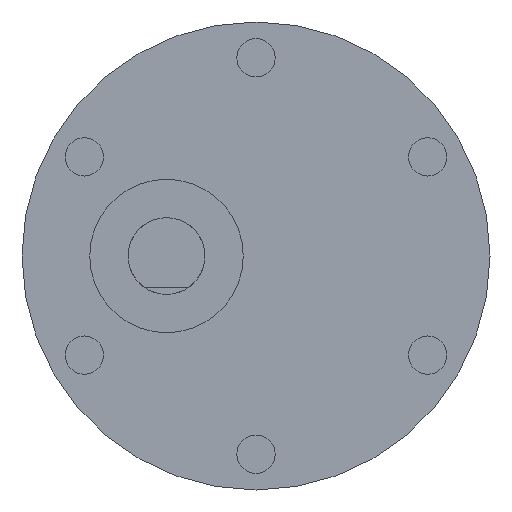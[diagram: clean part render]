
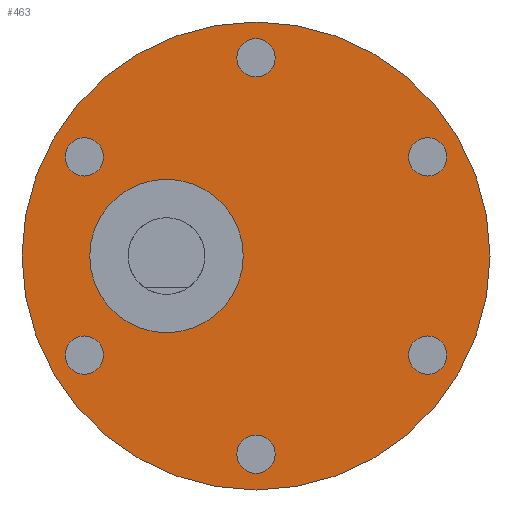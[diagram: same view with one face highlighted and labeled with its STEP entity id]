
A CAD part, front view. The second image highlights one B-rep face of the part: STEP entity #463.
In plain terms, the highlighted planar face has unit normal (0, -1, 0).
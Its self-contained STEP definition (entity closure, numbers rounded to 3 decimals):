
#5=CARTESIAN_POINT('',(0.,0.,0.));
#6=DIRECTION('',(0.,1.,0.));
#7=DIRECTION('',(1.,0.,0.));
#8=AXIS2_PLACEMENT_3D('',#5,#6,#7);
#10=CARTESIAN_POINT('',(0.,0.,0.));
#11=DIRECTION('',(0.,1.,0.));
#12=DIRECTION('',(-1.,0.,0.));
#13=AXIS2_PLACEMENT_3D('',#10,#11,#12);
#15=CARTESIAN_POINT('',(-7.,0.,0.));
#16=DIRECTION('',(0.,-1.,0.));
#17=DIRECTION('',(0.,0.,1.));
#18=AXIS2_PLACEMENT_3D('',#15,#16,#17);
#20=CARTESIAN_POINT('',(-7.,0.,0.));
#21=DIRECTION('',(0.,-1.,0.));
#22=DIRECTION('',(0.,0.,-1.));
#23=AXIS2_PLACEMENT_3D('',#20,#21,#22);
#25=CARTESIAN_POINT('',(-13.423,0.,-7.75));
#26=DIRECTION('',(0.,-1.,0.));
#27=DIRECTION('',(0.,0.,1.));
#28=AXIS2_PLACEMENT_3D('',#25,#26,#27);
#30=CARTESIAN_POINT('',(-13.423,0.,-7.75));
#31=DIRECTION('',(0.,-1.,0.));
#32=DIRECTION('',(0.,0.,-1.));
#33=AXIS2_PLACEMENT_3D('',#30,#31,#32);
#35=CARTESIAN_POINT('',(-13.423,0.,7.75));
#36=DIRECTION('',(0.,-1.,0.));
#37=DIRECTION('',(0.,0.,1.));
#38=AXIS2_PLACEMENT_3D('',#35,#36,#37);
#40=CARTESIAN_POINT('',(-13.423,0.,7.75));
#41=DIRECTION('',(0.,-1.,0.));
#42=DIRECTION('',(0.,0.,-1.));
#43=AXIS2_PLACEMENT_3D('',#40,#41,#42);
#45=CARTESIAN_POINT('',(0.,0.,15.5));
#46=DIRECTION('',(0.,-1.,0.));
#47=DIRECTION('',(0.,0.,1.));
#48=AXIS2_PLACEMENT_3D('',#45,#46,#47);
#50=CARTESIAN_POINT('',(0.,0.,15.5));
#51=DIRECTION('',(0.,-1.,0.));
#52=DIRECTION('',(0.,0.,-1.));
#53=AXIS2_PLACEMENT_3D('',#50,#51,#52);
#55=CARTESIAN_POINT('',(13.423,0.,7.75));
#56=DIRECTION('',(0.,-1.,0.));
#57=DIRECTION('',(0.,0.,1.));
#58=AXIS2_PLACEMENT_3D('',#55,#56,#57);
#60=CARTESIAN_POINT('',(13.423,0.,7.75));
#61=DIRECTION('',(0.,-1.,0.));
#62=DIRECTION('',(0.,0.,-1.));
#63=AXIS2_PLACEMENT_3D('',#60,#61,#62);
#65=CARTESIAN_POINT('',(13.423,0.,-7.75));
#66=DIRECTION('',(0.,-1.,0.));
#67=DIRECTION('',(0.,0.,1.));
#68=AXIS2_PLACEMENT_3D('',#65,#66,#67);
#70=CARTESIAN_POINT('',(13.423,0.,-7.75));
#71=DIRECTION('',(0.,-1.,0.));
#72=DIRECTION('',(0.,0.,-1.));
#73=AXIS2_PLACEMENT_3D('',#70,#71,#72);
#75=CARTESIAN_POINT('',(0.,0.,-15.5));
#76=DIRECTION('',(0.,-1.,0.));
#77=DIRECTION('',(0.,0.,1.));
#78=AXIS2_PLACEMENT_3D('',#75,#76,#77);
#80=CARTESIAN_POINT('',(0.,0.,-15.5));
#81=DIRECTION('',(0.,-1.,0.));
#82=DIRECTION('',(0.,0.,-1.));
#83=AXIS2_PLACEMENT_3D('',#80,#81,#82);
#307=CARTESIAN_POINT('',(18.3,0.,0.));
#308=CARTESIAN_POINT('',(-18.3,0.,0.));
#309=VERTEX_POINT('',#307);
#310=VERTEX_POINT('',#308);
#327=CARTESIAN_POINT('',(-7.,0.,6.));
#328=CARTESIAN_POINT('',(-7.,0.,-6.));
#329=VERTEX_POINT('',#327);
#330=VERTEX_POINT('',#328);
#361=CARTESIAN_POINT('',(-13.423,0.,-6.25));
#362=CARTESIAN_POINT('',(-13.423,0.,-9.25));
#363=VERTEX_POINT('',#361);
#364=VERTEX_POINT('',#362);
#365=CARTESIAN_POINT('',(-13.423,0.,9.25));
#366=CARTESIAN_POINT('',(-13.423,0.,6.25));
#367=VERTEX_POINT('',#365);
#368=VERTEX_POINT('',#366);
#369=CARTESIAN_POINT('',(0.,0.,17.));
#370=CARTESIAN_POINT('',(0.,0.,14.));
#371=VERTEX_POINT('',#369);
#372=VERTEX_POINT('',#370);
#373=CARTESIAN_POINT('',(13.423,0.,9.25));
#374=CARTESIAN_POINT('',(13.423,0.,6.25));
#375=VERTEX_POINT('',#373);
#376=VERTEX_POINT('',#374);
#377=CARTESIAN_POINT('',(13.423,0.,-6.25));
#378=CARTESIAN_POINT('',(13.423,0.,-9.25));
#379=VERTEX_POINT('',#377);
#380=VERTEX_POINT('',#378);
#381=CARTESIAN_POINT('',(0.,0.,-14.));
#382=CARTESIAN_POINT('',(0.,0.,-17.));
#383=VERTEX_POINT('',#381);
#384=VERTEX_POINT('',#382);
#411=CARTESIAN_POINT('',(0.,0.,0.));
#412=DIRECTION('',(0.,1.,0.));
#413=DIRECTION('',(1.,0.,0.));
#414=AXIS2_PLACEMENT_3D('',#411,#412,#413);
#415=PLANE('',#414);
#417=ORIENTED_EDGE('',*,*,#416,.T.);
#419=ORIENTED_EDGE('',*,*,#418,.T.);
#420=EDGE_LOOP('',(#417,#419));
#421=FACE_OUTER_BOUND('',#420,.F.);
#423=ORIENTED_EDGE('',*,*,#422,.T.);
#425=ORIENTED_EDGE('',*,*,#424,.T.);
#426=EDGE_LOOP('',(#423,#425));
#427=FACE_BOUND('',#426,.F.);
#428=ORIENTED_EDGE('',*,*,#400,.T.);
#430=ORIENTED_EDGE('',*,*,#429,.T.);
#431=EDGE_LOOP('',(#428,#430));
#432=FACE_BOUND('',#431,.F.);
#434=ORIENTED_EDGE('',*,*,#433,.T.);
#436=ORIENTED_EDGE('',*,*,#435,.T.);
#437=EDGE_LOOP('',(#434,#436));
#438=FACE_BOUND('',#437,.F.);
#440=ORIENTED_EDGE('',*,*,#439,.T.);
#442=ORIENTED_EDGE('',*,*,#441,.T.);
#443=EDGE_LOOP('',(#440,#442));
#444=FACE_BOUND('',#443,.F.);
#446=ORIENTED_EDGE('',*,*,#445,.T.);
#448=ORIENTED_EDGE('',*,*,#447,.T.);
#449=EDGE_LOOP('',(#446,#448));
#450=FACE_BOUND('',#449,.F.);
#452=ORIENTED_EDGE('',*,*,#451,.T.);
#454=ORIENTED_EDGE('',*,*,#453,.T.);
#455=EDGE_LOOP('',(#452,#454));
#456=FACE_BOUND('',#455,.F.);
#458=ORIENTED_EDGE('',*,*,#457,.T.);
#460=ORIENTED_EDGE('',*,*,#459,.T.);
#461=EDGE_LOOP('',(#458,#460));
#462=FACE_BOUND('',#461,.F.);
#463=ADVANCED_FACE('',(#421,#427,#432,#438,#444,#450,#456,#462),#415,.F.);
#9=CIRCLE('',#8,18.3);
#14=CIRCLE('',#13,18.3);
#19=CIRCLE('',#18,6.);
#24=CIRCLE('',#23,6.);
#29=CIRCLE('',#28,1.5);
#34=CIRCLE('',#33,1.5);
#39=CIRCLE('',#38,1.5);
#44=CIRCLE('',#43,1.5);
#49=CIRCLE('',#48,1.5);
#54=CIRCLE('',#53,1.5);
#59=CIRCLE('',#58,1.5);
#64=CIRCLE('',#63,1.5);
#69=CIRCLE('',#68,1.5);
#74=CIRCLE('',#73,1.5);
#79=CIRCLE('',#78,1.5);
#84=CIRCLE('',#83,1.5);
#400=EDGE_CURVE('',#363,#364,#29,.T.);
#416=EDGE_CURVE('',#309,#310,#9,.T.);
#418=EDGE_CURVE('',#310,#309,#14,.T.);
#422=EDGE_CURVE('',#329,#330,#19,.T.);
#424=EDGE_CURVE('',#330,#329,#24,.T.);
#429=EDGE_CURVE('',#364,#363,#34,.T.);
#433=EDGE_CURVE('',#367,#368,#39,.T.);
#435=EDGE_CURVE('',#368,#367,#44,.T.);
#439=EDGE_CURVE('',#371,#372,#49,.T.);
#441=EDGE_CURVE('',#372,#371,#54,.T.);
#445=EDGE_CURVE('',#375,#376,#59,.T.);
#447=EDGE_CURVE('',#376,#375,#64,.T.);
#451=EDGE_CURVE('',#379,#380,#69,.T.);
#453=EDGE_CURVE('',#380,#379,#74,.T.);
#457=EDGE_CURVE('',#383,#384,#79,.T.);
#459=EDGE_CURVE('',#384,#383,#84,.T.);
